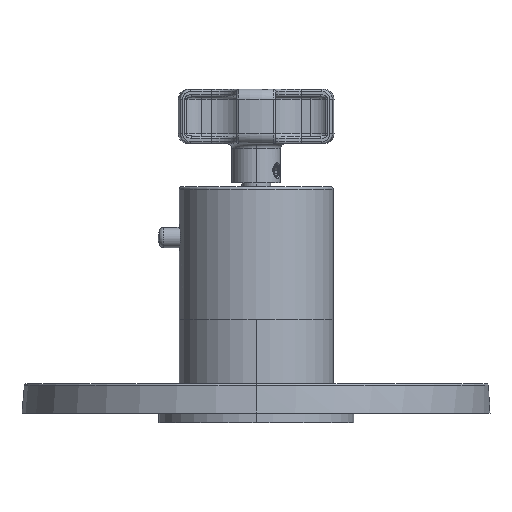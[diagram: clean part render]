
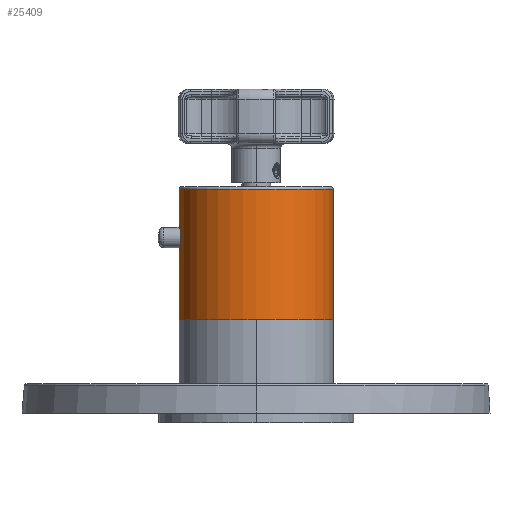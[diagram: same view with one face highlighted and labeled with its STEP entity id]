
A CAD part, left-side view. The second image highlights one B-rep face of the part: STEP entity #25409.
In plain terms, the highlighted cylindrical face has radius 25.019 mm (diameter 50.038 mm), a partial arc.
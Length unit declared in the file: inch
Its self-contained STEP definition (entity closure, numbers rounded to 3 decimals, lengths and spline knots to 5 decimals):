
#22453=DIRECTION('',(0.,1.,0.));
#22454=VECTOR('',#22453,0.875);
#22455=CARTESIAN_POINT('',(0.985,0.,0.));
#22456=LINE('',#22455,#22454);
#22462=DIRECTION('',(0.,1.,0.));
#22463=VECTOR('',#22462,1.67);
#22464=CARTESIAN_POINT('',(-0.985,0.,0.));
#22465=LINE('',#22464,#22463);
#22471=DIRECTION('',(0.,1.,0.));
#22472=VECTOR('',#22471,0.445);
#22473=CARTESIAN_POINT('',(0.985,1.225,0.));
#22474=LINE('',#22473,#22472);
#22483=CARTESIAN_POINT('',(0.985,1.225,0.));
#22484=CARTESIAN_POINT('',(0.985,1.225,-0.01121));
#22485=CARTESIAN_POINT('',(0.98462,1.22251,
-0.03285));
#22486=CARTESIAN_POINT('',(0.98311,1.21217,
-0.06327));
#22487=CARTESIAN_POINT('',(0.98094,1.19609,
-0.09063));
#22488=CARTESIAN_POINT('',(0.97836,1.17447,
-0.11495));
#22489=CARTESIAN_POINT('',(0.97572,1.14767,
-0.13531));
#22490=CARTESIAN_POINT('',(0.97346,1.11675,
-0.15051));
#22491=CARTESIAN_POINT('',(0.97199,1.08399,
-0.15958));
#22492=CARTESIAN_POINT('',(0.97148,1.05028,
-0.16265));
#22493=CARTESIAN_POINT('',(0.97198,1.01652,
-0.15967));
#22494=CARTESIAN_POINT('',(0.97343,0.98377,
-0.15071));
#22495=CARTESIAN_POINT('',(0.97568,0.9528,
-0.1356));
#22496=CARTESIAN_POINT('',(0.9783,0.92606,
-0.11543));
#22497=CARTESIAN_POINT('',(0.98088,0.90436,
-0.09125));
#22498=CARTESIAN_POINT('',(0.98306,0.88815,
-0.06397));
#22499=CARTESIAN_POINT('',(0.98461,0.87758,
-0.03337));
#22500=CARTESIAN_POINT('',(0.985,0.875,-0.01142));
#22501=CARTESIAN_POINT('',(0.985,0.875,0.));
#22503=CARTESIAN_POINT('',(0.,1.67,0.));
#22504=DIRECTION('',(0.,1.,0.));
#22505=DIRECTION('',(1.,0.,0.));
#22506=AXIS2_PLACEMENT_3D('',#22503,#22504,#22505);
#22508=CARTESIAN_POINT('',(0.,0.,0.));
#22509=DIRECTION('',(0.,1.,0.));
#22510=DIRECTION('',(1.,0.,0.));
#22511=AXIS2_PLACEMENT_3D('',#22508,#22509,#22510);
#24955=CARTESIAN_POINT('',(0.985,0.,0.));
#24956=CARTESIAN_POINT('',(-0.985,0.,0.));
#24957=VERTEX_POINT('',#24955);
#24958=VERTEX_POINT('',#24956);
#25311=CARTESIAN_POINT('',(0.985,1.67,0.));
#25312=CARTESIAN_POINT('',(-0.985,1.67,0.));
#25313=VERTEX_POINT('',#25311);
#25314=VERTEX_POINT('',#25312);
#25323=VERTEX_POINT('',#22483);
#25324=VERTEX_POINT('',#22501);
#25395=CARTESIAN_POINT('',(0.,-0.085,0.));
#25396=DIRECTION('',(0.,1.,0.));
#25397=DIRECTION('',(1.,0.,0.));
#25398=AXIS2_PLACEMENT_3D('',#25395,#25396,#25397);
#25399=CYLINDRICAL_SURFACE('',#25398,0.985);
#25400=ORIENTED_EDGE('',*,*,#25386,.F.);
#25401=ORIENTED_EDGE('',*,*,#25361,.T.);
#25403=ORIENTED_EDGE('',*,*,#25402,.T.);
#25404=ORIENTED_EDGE('',*,*,#25357,.F.);
#25405=ORIENTED_EDGE('',*,*,#25336,.F.);
#25406=ORIENTED_EDGE('',*,*,#25354,.T.);
#25407=EDGE_LOOP('',(#25400,#25401,#25403,#25404,#25405,#25406));
#25408=FACE_OUTER_BOUND('',#25407,.F.);
#25409=ADVANCED_FACE('',(#25408),#25399,.T.);
#22502=B_SPLINE_CURVE_WITH_KNOTS('',3,(#22483,#22484,#22485,#22486,#22487,
#22488,#22489,#22490,#22491,#22492,#22493,#22494,#22495,#22496,#22497,#22498,
#22499,#22500,#22501),.UNSPECIFIED.,.F.,.F.,(4,1,1,1,1,1,1,1,1,1,1,1,1,1,1,1,4),
(0.,0.0625,0.125,0.1875,0.25,0.3125,0.375,0.4375,0.5,0.5625,
0.625,0.6875,0.75,0.8125,0.875,0.9375,1.),.UNSPECIFIED.);
#22507=CIRCLE('',#22506,0.985);
#22512=CIRCLE('',#22511,0.985);
#25336=EDGE_CURVE('',#24957,#24958,#22512,.T.);
#25354=EDGE_CURVE('',#24957,#25324,#22456,.T.);
#25357=EDGE_CURVE('',#24958,#25314,#22465,.T.);
#25361=EDGE_CURVE('',#25323,#25313,#22474,.T.);
#25386=EDGE_CURVE('',#25323,#25324,#22502,.T.);
#25402=EDGE_CURVE('',#25313,#25314,#22507,.T.);
